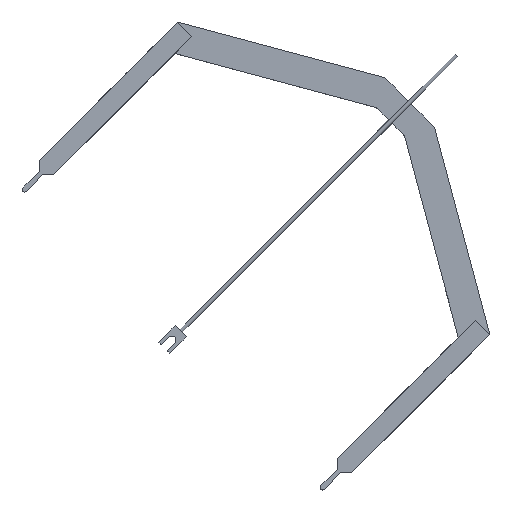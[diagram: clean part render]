
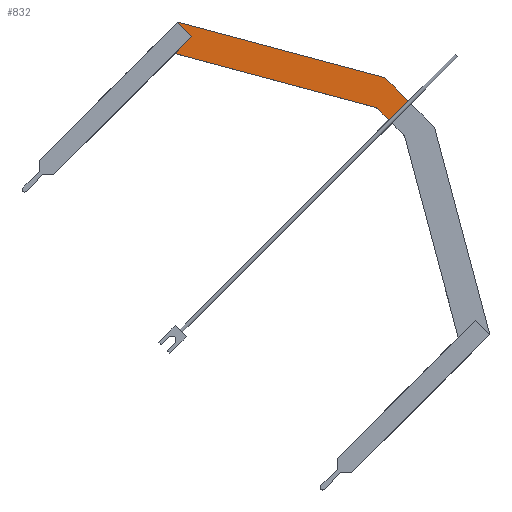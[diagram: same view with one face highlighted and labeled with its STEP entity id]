
A CAD part, top view. The second image highlights one B-rep face of the part: STEP entity #832.
In plain terms, the highlighted face is planar.
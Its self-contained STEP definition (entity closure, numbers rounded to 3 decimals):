
#767=FACE_OUTER_BOUND('',#1017,.T.);
#832=ADVANCED_FACE('',(#767),#894,.F.);
#894=PLANE('',#1942);
#928=CIRCLE('',#1941,6.);
#1017=EDGE_LOOP('',(#1270,#1271,#1272,#1273,#1274,#1275,#1276));
#1270=ORIENTED_EDGE('',*,*,#1571,.F.);
#1271=ORIENTED_EDGE('',*,*,#1573,.F.);
#1272=ORIENTED_EDGE('',*,*,#1576,.F.);
#1273=ORIENTED_EDGE('',*,*,#1579,.F.);
#1274=ORIENTED_EDGE('',*,*,#1582,.F.);
#1275=ORIENTED_EDGE('',*,*,#1586,.T.);
#1276=ORIENTED_EDGE('',*,*,#1563,.F.);
#1425=VERTEX_POINT('',#2536);
#1426=VERTEX_POINT('',#2538);
#1432=VERTEX_POINT('',#2552);
#1433=VERTEX_POINT('',#2557);
#1435=VERTEX_POINT('',#2563);
#1437=VERTEX_POINT('',#2569);
#1439=VERTEX_POINT('',#2575);
#1563=EDGE_CURVE('',#1425,#1426,#1702,.T.);
#1571=EDGE_CURVE('',#1432,#1425,#1710,.T.);
#1573=EDGE_CURVE('',#1433,#1432,#1712,.T.);
#1576=EDGE_CURVE('',#1435,#1433,#1715,.T.);
#1579=EDGE_CURVE('',#1437,#1435,#1718,.T.);
#1582=EDGE_CURVE('',#1439,#1437,#1721,.T.);
#1586=EDGE_CURVE('',#1439,#1426,#928,.T.);
#1702=LINE('',#2537,#1827);
#1710=LINE('',#2553,#1835);
#1712=LINE('',#2556,#1837);
#1715=LINE('',#2562,#1840);
#1718=LINE('',#2568,#1843);
#1721=LINE('',#2574,#1846);
#1827=VECTOR('',#2182,1.);
#1835=VECTOR('',#2192,1.);
#1837=VECTOR('',#2196,1.);
#1840=VECTOR('',#2201,1.);
#1843=VECTOR('',#2206,1.);
#1846=VECTOR('',#2211,1.);
#1941=AXIS2_PLACEMENT_3D('',#2582,#2220,#2221);
#1942=AXIS2_PLACEMENT_3D('',#2583,#2222,#2223);
#2182=DIRECTION('',(0.999,-0.046,0.001));
#2192=DIRECTION('',(0.003,0.046,-0.999));
#2196=DIRECTION('',(-0.999,0.046,-0.001));
#2201=DIRECTION('',(-0.866,0.017,0.499));
#2206=DIRECTION('',(-0.004,-0.046,0.999));
#2211=DIRECTION('',(0.866,-0.017,-0.499));
#2220=DIRECTION('',(-0.046,-0.998,-0.046));
#2221=DIRECTION('',(0.006,0.046,-0.999));
#2222=DIRECTION('',(-0.046,-0.998,-0.046));
#2223=DIRECTION('',(0.006,0.046,-0.999));
#2536=CARTESIAN_POINT('',(-0.99,-18.196,-661.141));
#2537=CARTESIAN_POINT('',(24.067,-19.349,-661.106));
#2538=CARTESIAN_POINT('',(22.459,-19.275,-661.108));
#2552=CARTESIAN_POINT('',(-1.092,-19.795,-626.554));
#2553=CARTESIAN_POINT('',(-0.99,-18.196,-661.141));
#2556=CARTESIAN_POINT('',(-1.092,-19.795,-626.554));
#2557=CARTESIAN_POINT('',(43.953,-21.868,-626.49));
#2562=CARTESIAN_POINT('',(43.953,-21.868,-626.49));
#2563=CARTESIAN_POINT('',(282.151,-26.457,-763.658));
#2568=CARTESIAN_POINT('',(282.151,-26.457,-763.658));
#2569=CARTESIAN_POINT('',(282.314,-24.324,-809.819));
#2574=CARTESIAN_POINT('',(282.314,-24.324,-809.819));
#2575=CARTESIAN_POINT('',(25.463,-19.376,-661.909));
#2582=CARTESIAN_POINT('',(22.48,-18.998,-667.102));
#2583=CARTESIAN_POINT('',(-3.647,-48.621,-2.258));
